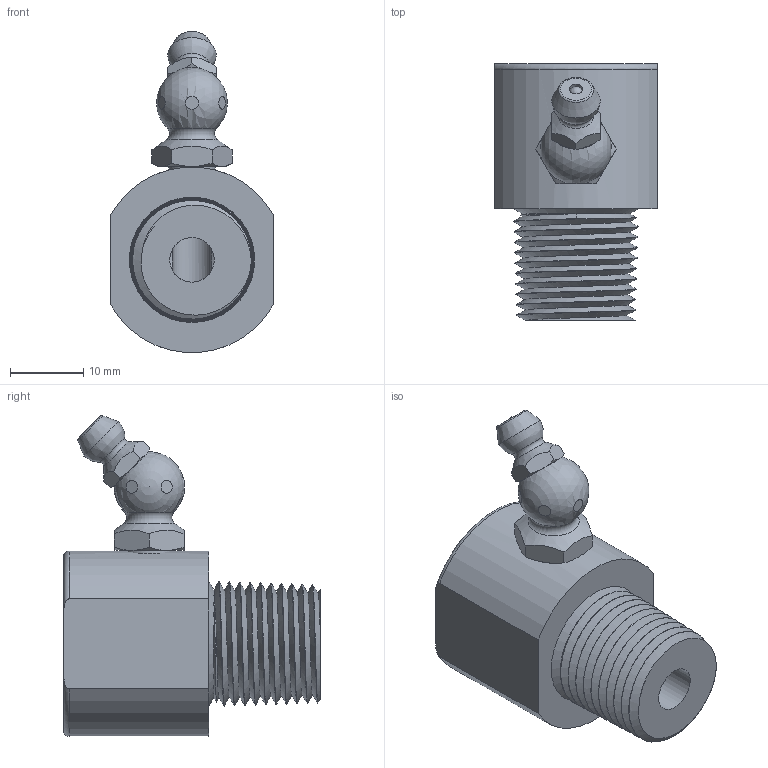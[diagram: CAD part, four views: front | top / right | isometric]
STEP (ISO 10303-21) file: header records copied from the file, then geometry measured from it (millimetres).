
FILE_DESCRIPTION(/* description */ (''),/* implementation_level */ '2;1');
FILE_NAME(/* name */ 'MH134-7B.stp',/* time_stamp */ '2026-02-02T14:24:55-05:00',/* author */ ('cthayer'),/* organization */ (''),/* preprocessor_version */ 'ST-DEVELOPER v20',/* originating_system */ 'Autodesk Inventor 2025',/* authorisation */ '');
FILE_SCHEMA (('AUTOMOTIVE_DESIGN { 1 0 10303 214 3 1 1 }'));
Length unit declared in the file: inch
Products named in the file (3): MH134-7B; MHP10264; MHP10215
Assembly tree (2 placements, depth 2):
  MH134-7B
    MHP10264
    MHP10215
Bounding box: 22.23 x 35.07 x 43.89 mm (x, y, z)
Volume: 12251.5 mm3; surface area: 5673.8 mm2
Topology: 4 solids, 4 shells, 92 faces, 236 edges, 152 vertices
Faces by surface type: cone 40, plane 30, cylinder 9, bspline 6, torus 5, sphere 2
Full cylindrical faces by diameter (mm): 1.863 x3, 5.359 x2, 6.096 x1, 6.35 x1
Entity records: 10849 total; most frequent: CARTESIAN_POINT 8659, ORIENTED_EDGE 460, DIRECTION 392, EDGE_CURVE 230, AXIS2_PLACEMENT_3D 169, VERTEX_POINT 152, EDGE_LOOP 104, FACE_OUTER_BOUND 92
